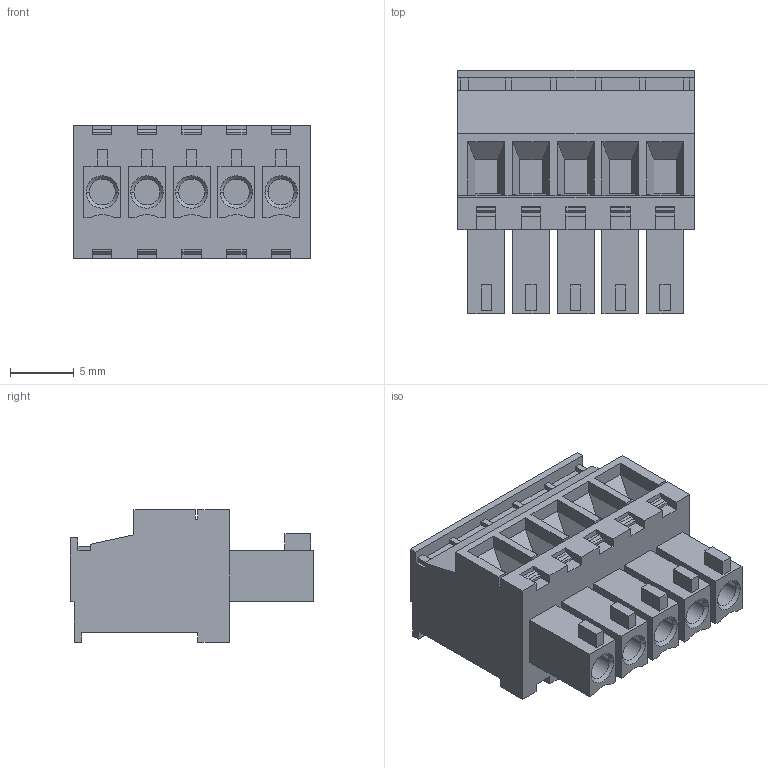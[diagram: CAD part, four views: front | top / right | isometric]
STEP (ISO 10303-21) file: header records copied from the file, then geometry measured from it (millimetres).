
FILE_DESCRIPTION((''),'2;1');
FILE_NAME('395033005','2015-01-21T',('me'),(''),'PRO/ENGINEER BY PARAMETRIC TECHNOLOGY CORPORATION, 2011490','PRO/ENGINEER BY PARAMETRIC TECHNOLOGY CORPORATION, 2011490','');
FILE_SCHEMA(('CONFIG_CONTROL_DESIGN'));
Length unit declared in the file: inch
Products named in the file (1): 395033005
Bounding box: 18.54 x 19.1 x 10.41 mm (x, y, z)
Volume: 2138.4 mm3; surface area: 2053.7 mm2
Topology: 1 solids, 1 shells, 326 faces, 872 edges, 578 vertices
Faces by surface type: plane 281, cylinder 25, cone 20
Entity records: 9995 total; most frequent: CARTESIAN_POINT 1757, ORIENTED_EDGE 1724, DIRECTION 1616, EDGE_CURVE 862, VECTOR 782, LINE 782, VERTEX_POINT 558, AXIS2_PLACEMENT_3D 417
